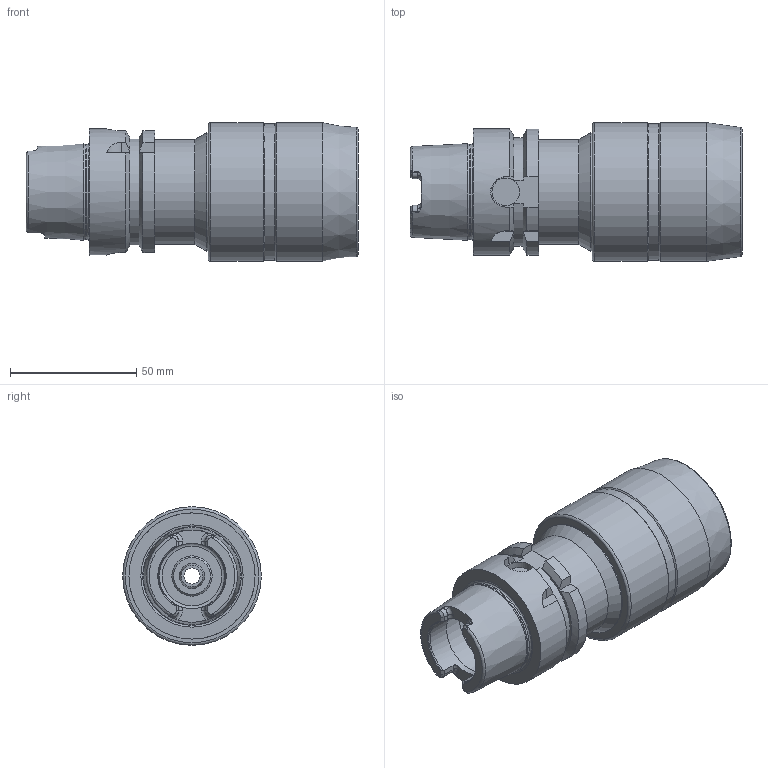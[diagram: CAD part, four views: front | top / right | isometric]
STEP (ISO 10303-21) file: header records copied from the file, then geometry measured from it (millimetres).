
FILE_DESCRIPTION((''),'2;1');
FILE_NAME('552014002100-3D.stp','2020-07-03T13:18:45',('nttooll'),(''),'Autodesk Inventor 2012','Autodesk Inventor 2012','');
FILE_SCHEMA(('AUTOMOTIVE_DESIGN { 1 0 10303 214 1 1 1 1 }'));
Length unit declared in the file: millimetre
Products named in the file (1): 552014002100-3D
Bounding box: 131.7 x 55 x 55 mm (x, y, z)
Volume: 151790 mm3; surface area: 40066.6 mm2
Topology: 1 solids, 1 shells, 140 faces, 333 edges, 206 vertices
Faces by surface type: plane 54, cylinder 41, cone 28, torus 17
Full cylindrical faces by diameter (mm): 6.4 x1, 6.8 x1, 9.5 x1, 10 x1, 11 x1, 16 x1, 26 x1, 26.6 x1, 31 x1, 31.4 x1, 32 x1, 37.9 x1, 41.5 x1, 41.7 x1, 47 x1, 48.2 x1, 50 x1, 54 x1, 55 x2
Entity records: 3976 total; most frequent: CARTESIAN_POINT 887, DIRECTION 662, ORIENTED_EDGE 578, EDGE_CURVE 289, AXIS2_PLACEMENT_3D 276, VERTEX_POINT 203, EDGE_LOOP 194, FACE_OUTER_BOUND 140
